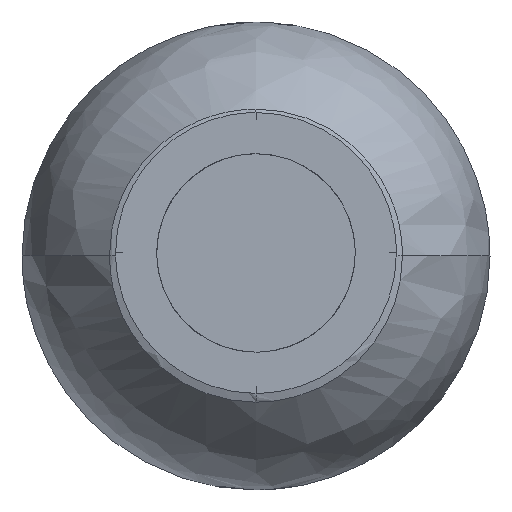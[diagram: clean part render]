
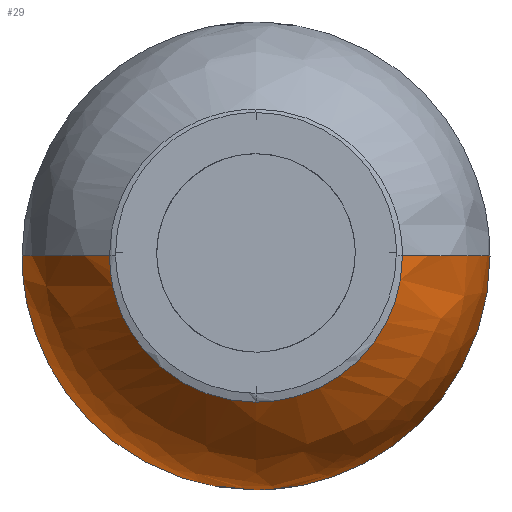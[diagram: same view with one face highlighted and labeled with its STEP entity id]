
A CAD part, top view. The second image highlights one B-rep face of the part: STEP entity #29.
In plain terms, the highlighted free-form (B-spline) face has degree [2, 2] with [5, 3] control points.
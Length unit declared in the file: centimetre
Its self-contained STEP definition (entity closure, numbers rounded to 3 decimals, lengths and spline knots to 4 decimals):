
#29=ADVANCED_FACE($,(#89),#715,.T.);
#89=FACE_OUTER_BOUND($,#149,.T.);
#149=EDGE_LOOP($,(#232,#233,#234,#235,#236,#237));
#232=ORIENTED_EDGE($,*,*,#495,.T.);
#233=ORIENTED_EDGE($,*,*,#496,.T.);
#234=ORIENTED_EDGE($,*,*,#484,.F.);
#235=ORIENTED_EDGE($,*,*,#493,.F.);
#236=ORIENTED_EDGE($,*,*,#494,.F.);
#237=ORIENTED_EDGE($,*,*,#487,.F.);
#484=EDGE_CURVE($,#618,#619,#803,.T.);
#487=EDGE_CURVE($,#621,#616,#804,.T.);
#493=EDGE_CURVE($,#625,#618,#810,.T.);
#494=EDGE_CURVE($,#616,#625,#811,.T.);
#495=EDGE_CURVE($,#621,#626,#764,.T.);
#496=EDGE_CURVE($,#626,#619,#765,.T.);
#616=VERTEX_POINT($,#1728);
#618=VERTEX_POINT($,#1730);
#619=VERTEX_POINT($,#1731);
#621=VERTEX_POINT($,#1733);
#625=VERTEX_POINT($,#1737);
#626=VERTEX_POINT($,#1738);
#715=(
BOUNDED_SURFACE()
B_SPLINE_SURFACE(2,2,((#1572,#1573,#1574),(#1575,#1576,#1577),(#1578,#1579,
#1580),(#1581,#1582,#1583),(#1584,#1585,#1586)),.UNSPECIFIED.,.F.,.F.,.F.)
B_SPLINE_SURFACE_WITH_KNOTS((3,2,3),(3,3),(183.7282,275.5922,
367.4563),(0.,188.9087),.UNSPECIFIED.)
GEOMETRIC_REPRESENTATION_ITEM()
RATIONAL_B_SPLINE_SURFACE(((1.,0.707,1.),(0.707,
0.5,0.707),(1.,0.707,1.),(0.707,0.5,
0.707),(1.,0.707,1.)))
REPRESENTATION_ITEM($)
SURFACE()
);
#764=B_SPLINE_CURVE_WITH_KNOTS($,3,(#1070,#1071,#1072,#1073,#1074,#1075,
#1076,#1077,#1078,#1079,#1080,#1081,#1082,#1083,#1084,#1085,#1086,#1087),
.UNSPECIFIED.,.F.,.F.,(4,2,2,2,2,2,2,2,4),(-245.8638,-230.5696,
-215.3631,-199.9634,-184.5398,-169.1133,-153.7152,
-138.3174,-122.9319),.UNSPECIFIED.);
#765=B_SPLINE_CURVE_WITH_KNOTS($,3,(#1088,#1089,#1090,#1091,#1092,#1093,
#1094,#1095,#1096,#1097,#1098,#1099),.UNSPECIFIED.,.F.,.F.,(4,2,2,2,2,4),
(-122.9319,-103.6877,-84.8539,-52.1136,
-24.5462,0.),.UNSPECIFIED.);
#803=(
BOUNDED_CURVE()
B_SPLINE_CURVE(2,(#1019,#1020,#1021),.UNSPECIFIED.,.F.,.F.)
B_SPLINE_CURVE_WITH_KNOTS((3,3),(197.238,308.1335),.UNSPECIFIED.)
CURVE()
GEOMETRIC_REPRESENTATION_ITEM()
RATIONAL_B_SPLINE_CURVE((1.,0.902,1.))
REPRESENTATION_ITEM($)
);
#804=(
BOUNDED_CURVE()
B_SPLINE_CURVE(2,(#1046,#1047,#1048),.UNSPECIFIED.,.F.,.F.)
B_SPLINE_CURVE_WITH_KNOTS((3,3),(0.,110.8955),.UNSPECIFIED.)
CURVE()
GEOMETRIC_REPRESENTATION_ITEM()
RATIONAL_B_SPLINE_CURVE((1.,0.902,1.))
REPRESENTATION_ITEM($)
);
#810=(
BOUNDED_CURVE()
B_SPLINE_CURVE(2,(#1064,#1065,#1066),.UNSPECIFIED.,.F.,.F.)
B_SPLINE_CURVE_WITH_KNOTS((3,3),(0.,188.9087),.UNSPECIFIED.)
CURVE()
GEOMETRIC_REPRESENTATION_ITEM()
RATIONAL_B_SPLINE_CURVE((1.,0.707,1.))
REPRESENTATION_ITEM($)
);
#811=(
BOUNDED_CURVE()
B_SPLINE_CURVE(2,(#1067,#1068,#1069),.UNSPECIFIED.,.F.,.F.)
B_SPLINE_CURVE_WITH_KNOTS((3,3),(-188.9087,0.),.UNSPECIFIED.)
CURVE()
GEOMETRIC_REPRESENTATION_ITEM()
RATIONAL_B_SPLINE_CURVE((1.,0.707,1.))
REPRESENTATION_ITEM($)
);
#1019=CARTESIAN_POINT($,(-125.,0.,-937.6716));
#1020=CARTESIAN_POINT($,(-125.,0.,-877.7307));
#1021=CARTESIAN_POINT($,(-78.2609,0.,-840.2025));
#1046=CARTESIAN_POINT($,(78.2609,0.,-840.2025));
#1047=CARTESIAN_POINT($,(125.,0.,-877.7307));
#1048=CARTESIAN_POINT($,(125.,0.,-937.6716));
#1064=CARTESIAN_POINT($,(0.,-125.,-937.6716));
#1065=CARTESIAN_POINT($,(-125.,-125.,-937.6716));
#1066=CARTESIAN_POINT($,(-125.,0.,-937.6716));
#1067=CARTESIAN_POINT($,(125.,0.,-937.6716));
#1068=CARTESIAN_POINT($,(125.,-125.,-937.6716));
#1069=CARTESIAN_POINT($,(0.,-125.,-937.6716));
#1070=CARTESIAN_POINT($,(78.2609,0.,-840.2025));
#1071=CARTESIAN_POINT($,(78.2609,-3.8758,-840.2025));
#1072=CARTESIAN_POINT($,(77.9733,-7.8792,-840.2038));
#1073=CARTESIAN_POINT($,(76.7243,-15.9777,-840.2048));
#1074=CARTESIAN_POINT($,(75.7664,-20.0717,-840.2042));
#1075=CARTESIAN_POINT($,(73.107,-28.2648,-840.2024));
#1076=CARTESIAN_POINT($,(71.4097,-32.3486,-840.2037));
#1077=CARTESIAN_POINT($,(67.1712,-40.4222,-840.2042));
#1078=CARTESIAN_POINT($,(64.6178,-44.427,-840.2028));
#1079=CARTESIAN_POINT($,(58.5195,-52.1977,-840.2023));
#1080=CARTESIAN_POINT($,(54.9768,-55.9629,-840.203));
#1081=CARTESIAN_POINT($,(46.7362,-63.006,-840.2021));
#1082=CARTESIAN_POINT($,(42.0335,-66.2909,-840.2026));
#1083=CARTESIAN_POINT($,(31.3605,-71.957,-840.2026));
#1084=CARTESIAN_POINT($,(25.3922,-74.31,-840.2025));
#1085=CARTESIAN_POINT($,(12.8346,-77.4721,-840.2025));
#1086=CARTESIAN_POINT($,(6.3135,-78.2609,-840.2025));
#1087=CARTESIAN_POINT($,(0.,-78.2609,-840.2025));
#1088=CARTESIAN_POINT($,(0.,-78.2609,-840.2025));
#1089=CARTESIAN_POINT($,(-6.4391,-78.2609,-840.2025));
#1090=CARTESIAN_POINT($,(-12.8518,-77.4665,-840.2025));
#1091=CARTESIAN_POINT($,(-25.2076,-74.3577,-840.2025));
#1092=CARTESIAN_POINT($,(-31.1114,-72.0874,-840.2026));
#1093=CARTESIAN_POINT($,(-46.3555,-63.9997,-840.2026));
#1094=CARTESIAN_POINT($,(-54.7977,-56.9375,-840.202));
#1095=CARTESIAN_POINT($,(-67.2575,-41.0655,-840.203));
#1096=CARTESIAN_POINT($,(-71.5946,-32.9217,-840.2014));
#1097=CARTESIAN_POINT($,(-76.9789,-16.3386,-840.205));
#1098=CARTESIAN_POINT($,(-78.2609,-8.2114,-840.2025));
#1099=CARTESIAN_POINT($,(-78.2609,0.,-840.2025));
#1572=CARTESIAN_POINT($,(0.,-125.,-937.6716));
#1573=CARTESIAN_POINT($,(-125.,-125.,-937.6716));
#1574=CARTESIAN_POINT($,(-125.,0.,-937.6716));
#1575=CARTESIAN_POINT($,(0.,-125.,-937.6716));
#1576=CARTESIAN_POINT($,(-125.,-125.,-812.6716));
#1577=CARTESIAN_POINT($,(-125.,0.,-812.6716));
#1578=CARTESIAN_POINT($,(0.,-125.,-937.6716));
#1579=CARTESIAN_POINT($,(0.,-125.,-812.6716));
#1580=CARTESIAN_POINT($,(0.,0.,-812.6716));
#1581=CARTESIAN_POINT($,(0.,-125.,-937.6716));
#1582=CARTESIAN_POINT($,(125.,-125.,-812.6716));
#1583=CARTESIAN_POINT($,(125.,0.,-812.6716));
#1584=CARTESIAN_POINT($,(0.,-125.,-937.6716));
#1585=CARTESIAN_POINT($,(125.,-125.,-937.6716));
#1586=CARTESIAN_POINT($,(125.,0.,-937.6716));
#1728=CARTESIAN_POINT($,(125.,0.,-937.6716));
#1730=CARTESIAN_POINT($,(-125.,0.,-937.6716));
#1731=CARTESIAN_POINT($,(-78.2609,0.,-840.2025));
#1733=CARTESIAN_POINT($,(78.2609,0.,-840.2025));
#1737=CARTESIAN_POINT($,(0.,-125.,-937.6716));
#1738=CARTESIAN_POINT($,(0.,-78.2609,-840.2025));
